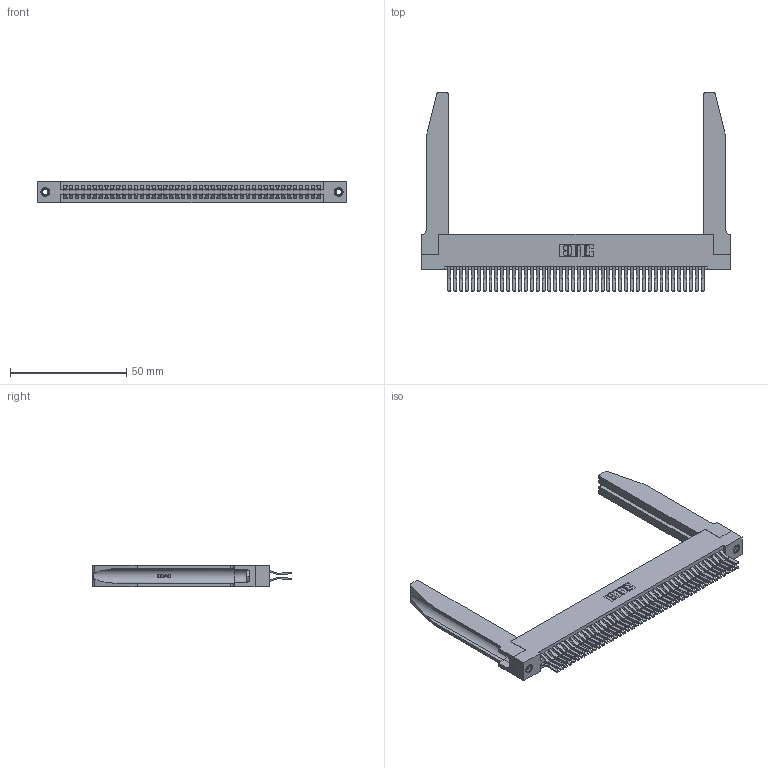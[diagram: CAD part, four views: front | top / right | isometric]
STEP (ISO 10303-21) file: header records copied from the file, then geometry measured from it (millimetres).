
FILE_DESCRIPTION (( 'STEP AP203' ), '1' );
FILE_NAME ('395-088-560-278.STEP', '2019-10-25T15:29:02', ( '' ), ( '' ), 'SwSTEP 2.0', 'SolidWorks 2016', '' );
FILE_SCHEMA (( 'CONFIG_CONTROL_DESIGN' ));
Length unit declared in the file: inch
Products named in the file (5): 345-250-001_345-250-001-102; 345-220-078_345-220-078; 395-088-560-278; 345 Part_Flush Mounting Lugs - 0.156 Dia-TH; 345-292-001_560 Tail
Assembly tree (93 placements, depth 2):
  395-088-560-278
    345 Part_Flush Mounting Lugs - 0.156 Dia-TH
    345-292-001_560 Tail  x88
    345-250-001_345-250-001-102  x2
    345-220-078_345-220-078  x2
Bounding box: 132.99 x 85.41 x 9.4 mm (x, y, z)
Volume: 21285 mm3; surface area: 28337.5 mm2
Topology: 93 solids, 93 shells, 4936 faces, 14589 edges, 9598 vertices
Faces by surface type: plane 3126, cylinder 1758, bspline 36, cone 12, torus 4
Entity records: 39082 total; most frequent: CARTESIAN_POINT 7467, ORIENTED_EDGE 6298, DIRECTION 5579, EDGE_CURVE 3149, LINE 2743, VECTOR 2743, VERTEX_POINT 2092, AXIS2_PLACEMENT_3D 1418
